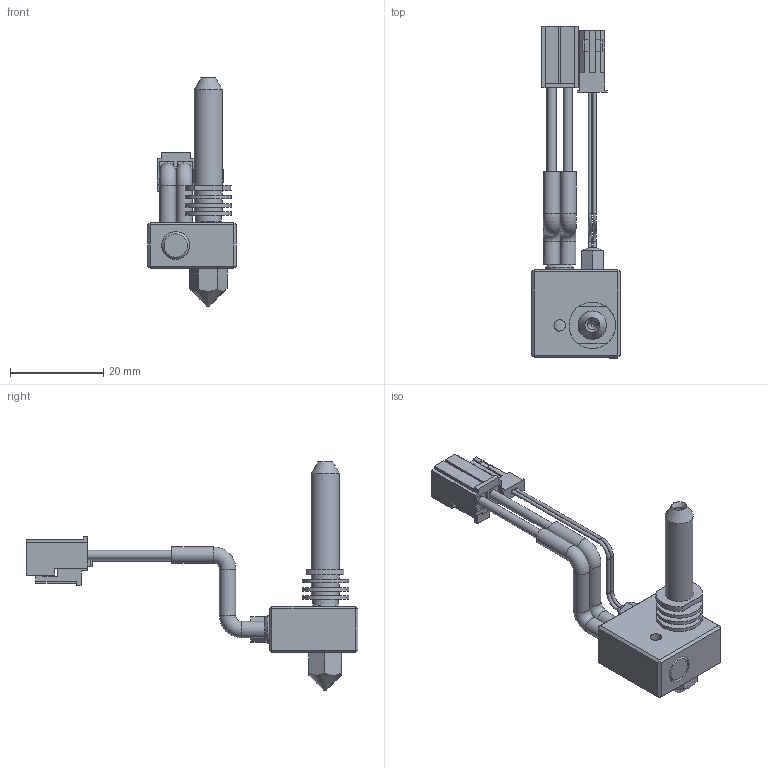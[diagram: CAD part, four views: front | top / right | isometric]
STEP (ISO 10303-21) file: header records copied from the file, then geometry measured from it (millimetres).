
FILE_DESCRIPTION(('FreeCAD Model'),'2;1');
FILE_NAME('witbox-hotend.stp','2014-07-09T16:10:54',('FreeCAD'),('FreeCAD'), 'Open CASCADE STEP processor 6.5','FreeCAD','Unknown');
FILE_SCHEMA(('AUTOMOTIVE_DESIGN_CC2 { 1 2 10303 214 -1 1 5 4 }'));
Length unit declared in the file: millimetre
Products named in the file (9): MP2506-MK8_nozzle_0.4mm; Tubo_teflon_extruder; Hot_end_tornillo_v01; Hot_end_Dado_V04; Casquillo_Hot-End; Resistencia; Thermistor; JST_ELR02VF; VHR-2M
Bounding box: 19 x 71.3 x 49 mm (x, y, z)
Volume: 6585.9 mm3; surface area: 7181.1 mm2
Topology: 9 solids, 9 shells, 244 faces, 558 edges, 347 vertices
Faces by surface type: plane 177, cylinder 34, cone 15, bspline 11, torus 6, sphere 1
Full cylindrical faces by diameter (mm): 0.4 x1, 0.75 x3, 2 x5, 2.38 x1, 2.5 x1, 3 x1, 3.5 x6, 4 x3, 5.5 x1, 6 x6, 6.1 x1, 10 x3
Entity records: 17948 total; most frequent: CARTESIAN_POINT 6079, DIRECTION 1950, LINE 1208, VECTOR 1208, ORIENTED_EDGE 1108, PCURVE 1108, DEFINITIONAL_REPRESENTATION 1108, EDGE_CURVE 554
